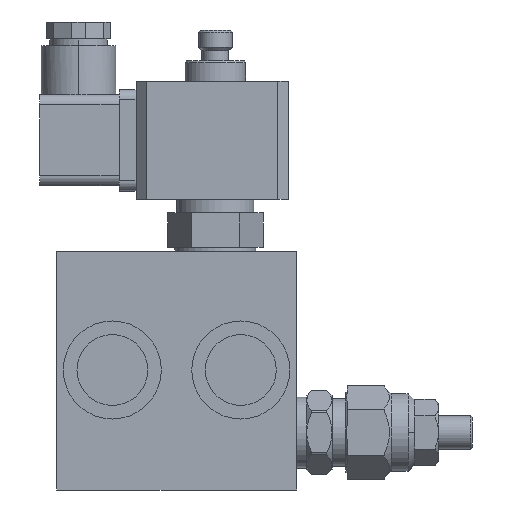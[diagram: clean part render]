
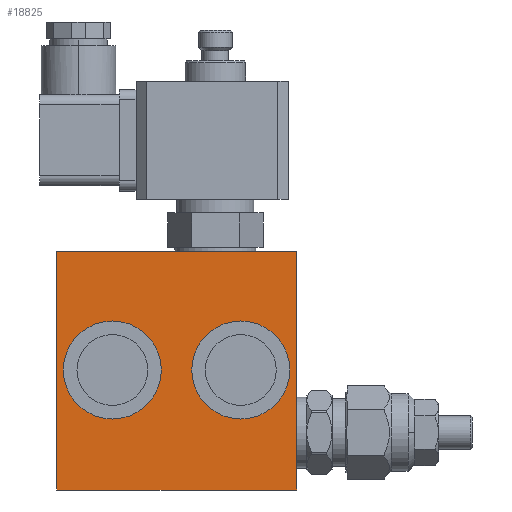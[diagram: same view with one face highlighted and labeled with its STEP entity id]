
A CAD part, left-side view. The second image highlights one B-rep face of the part: STEP entity #18825.
In plain terms, the highlighted planar face has unit normal (-1, 0, 0).
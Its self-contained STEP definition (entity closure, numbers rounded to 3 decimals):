
#7240=CARTESIAN_POINT('',(855.5,69.0,80.5));
#7241=VERTEX_POINT('',#7240);
#7250=CARTESIAN_POINT('',(855.5,40.0,80.5));
#7251=VERTEX_POINT('',#7250);
#7252=CARTESIAN_POINT('',(855.5,54.5,80.5));
#7253=DIRECTION('',(1.0,0.0,0.0));
#7254=DIRECTION('',(0.0,1.0,0.0));
#7255=AXIS2_PLACEMENT_3D('',#7252,#7253,#7254);
#7256=CIRCLE('',#7255,14.5);
#7257=EDGE_CURVE('',#7251,#7241,#7256,.T.);
#7534=CARTESIAN_POINT('',(855.5,31.0,80.5));
#7535=VERTEX_POINT('',#7534);
#7544=CARTESIAN_POINT('',(855.5,2.0,80.5));
#7545=VERTEX_POINT('',#7544);
#7546=CARTESIAN_POINT('',(855.5,16.5,80.5));
#7547=DIRECTION('',(1.0,0.0,0.0));
#7548=DIRECTION('',(0.0,1.0,0.0));
#7549=AXIS2_PLACEMENT_3D('',#7546,#7547,#7548);
#7550=CIRCLE('',#7549,14.5);
#7551=EDGE_CURVE('',#7545,#7535,#7550,.T.);
#17131=CARTESIAN_POINT('',(855.5,16.5,80.5));
#17132=DIRECTION('',(1.0,0.0,0.0));
#17133=DIRECTION('',(0.0,1.0,0.0));
#17134=AXIS2_PLACEMENT_3D('',#17131,#17132,#17133);
#17135=CIRCLE('',#17134,14.5);
#17136=EDGE_CURVE('',#7535,#7545,#17135,.T.);
#17541=CARTESIAN_POINT('',(855.5,54.5,80.5));
#17542=DIRECTION('',(1.0,0.0,0.0));
#17543=DIRECTION('',(0.0,1.0,0.0));
#17544=AXIS2_PLACEMENT_3D('',#17541,#17542,#17543);
#17545=CIRCLE('',#17544,14.5);
#17546=EDGE_CURVE('',#7241,#7251,#17545,.T.);
#18446=CARTESIAN_POINT('',(855.5,71.0,115.5));
#18447=VERTEX_POINT('',#18446);
#18454=CARTESIAN_POINT('',(855.5,0.0,115.5));
#18455=VERTEX_POINT('',#18454);
#18456=CARTESIAN_POINT('',(855.5,71.0,115.5));
#18457=DIRECTION('',(0.0,-1.0,0.0));
#18458=VECTOR('',#18457,71.0);
#18459=LINE('',#18456,#18458);
#18460=EDGE_CURVE('',#18447,#18455,#18459,.T.);
#18694=CARTESIAN_POINT('',(855.5,0.0,45.0));
#18695=VERTEX_POINT('',#18694);
#18702=CARTESIAN_POINT('',(855.5,71.0,45.0));
#18703=VERTEX_POINT('',#18702);
#18704=CARTESIAN_POINT('',(855.5,0.0,45.0));
#18705=DIRECTION('',(0.0,1.0,0.0));
#18706=VECTOR('',#18705,71.0);
#18707=LINE('',#18704,#18706);
#18708=EDGE_CURVE('',#18695,#18703,#18707,.T.);
#18732=CARTESIAN_POINT('',(855.5,0.0,115.5));
#18733=DIRECTION('',(0.0,0.0,-1.0));
#18734=VECTOR('',#18733,70.5);
#18735=LINE('',#18732,#18734);
#18736=EDGE_CURVE('',#18455,#18695,#18735,.T.);
#18801=CARTESIAN_POINT('',(855.5,35.5,80.25));
#18802=DIRECTION('',(1.0,0.0,0.0));
#18803=DIRECTION('',(0.0,0.0,-1.0));
#18804=AXIS2_PLACEMENT_3D('',#18801,#18802,#18803);
#18805=PLANE('',#18804);
#18806=CARTESIAN_POINT('',(855.5,71.0,115.5));
#18807=DIRECTION('',(0.0,0.0,-1.0));
#18808=VECTOR('',#18807,70.5);
#18809=LINE('',#18806,#18808);
#18810=EDGE_CURVE('',#18447,#18703,#18809,.T.);
#18811=ORIENTED_EDGE('',*,*,#18810,.T.);
#18812=ORIENTED_EDGE('',*,*,#18708,.F.);
#18813=ORIENTED_EDGE('',*,*,#18736,.F.);
#18814=ORIENTED_EDGE('',*,*,#18460,.F.);
#18815=EDGE_LOOP('',(#18811,#18812,#18813,#18814));
#18816=FACE_OUTER_BOUND('',#18815,.T.);
#18817=ORIENTED_EDGE('',*,*,#17136,.T.);
#18818=ORIENTED_EDGE('',*,*,#7551,.T.);
#18819=EDGE_LOOP('',(#18817,#18818));
#18820=FACE_BOUND('',#18819,.T.);
#18821=ORIENTED_EDGE('',*,*,#17546,.T.);
#18822=ORIENTED_EDGE('',*,*,#7257,.T.);
#18823=EDGE_LOOP('',(#18821,#18822));
#18824=FACE_BOUND('',#18823,.T.);
#18825=ADVANCED_FACE('',(#18816,#18820,#18824),#18805,.F.);
